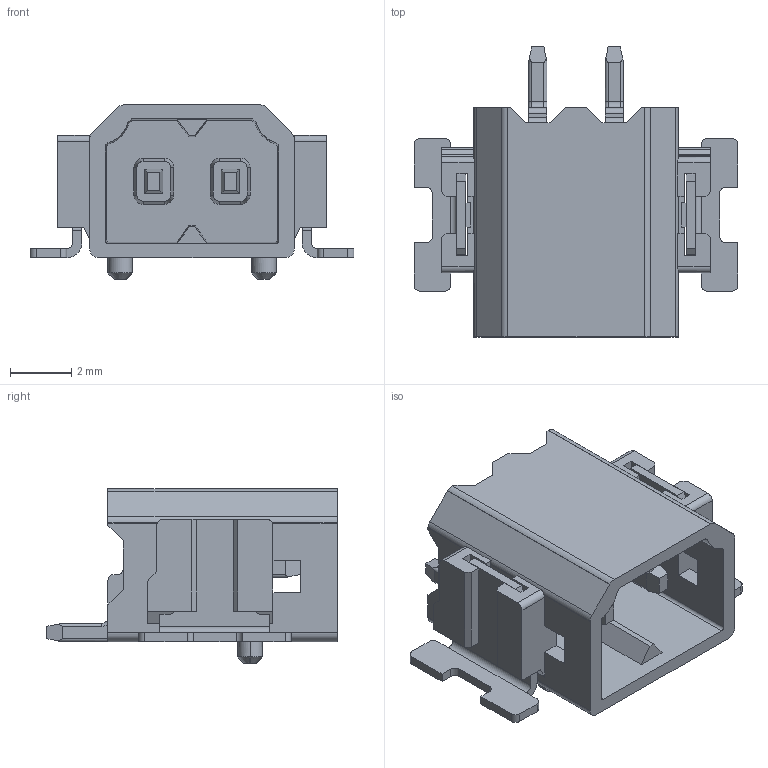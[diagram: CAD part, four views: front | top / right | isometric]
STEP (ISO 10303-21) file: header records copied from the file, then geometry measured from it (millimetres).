
FILE_DESCRIPTION(('STEP AP214'),'1');
FILE_NAME('cctmp_DA681A0A-6E24-4D3D-874E-2CADBE394183_2025_07_12_04_18_16_0024_6920..stp','2025-07-12T04:18:16',('PHOENIX CONTACT Deutschland GmbH'),('CADClick - www.CADClick.com'),'Spatial InterOp 3D',' ','unknown authorization');
FILE_SCHEMA(('AUTOMOTIVE_DESIGN'));
Length unit declared in the file: millimetre
Products named in the file (6): 2025_07_12_04_18_15_0790; 2025_07_12_04_18_16_0024; 2025_07_12_04_18_16_0009; 2025_07_12_04_18_15_0993; 2025_07_12_04_18_15_0977; 2025_07_12_04_18_15_0962
Assembly tree (5 placements, depth 2):
  2025_07_12_04_18_15_0790
    2025_07_12_04_18_16_0024
    2025_07_12_04_18_16_0009
    2025_07_12_04_18_15_0993
    2025_07_12_04_18_15_0977
    2025_07_12_04_18_15_0962
Bounding box: 10.6 x 9.5 x 5.7 mm (x, y, z)
Volume: 163.1 mm3; surface area: 533 mm2
Topology: 5 solids, 5 shells, 469 faces, 1332 edges, 876 vertices
Faces by surface type: plane 273, cylinder 160, cone 28, torus 8
Entity records: 30085 total; most frequent: CARTESIAN_POINT 4135, ORIENTED_EDGE 2664, DIRECTION 2558, STYLED_ITEM 2400, PRESENTATION_STYLE_ASSIGNMENT 2400, COLOUR_RGB 2400, EDGE_CURVE 1332, CURVE_STYLE 1238
